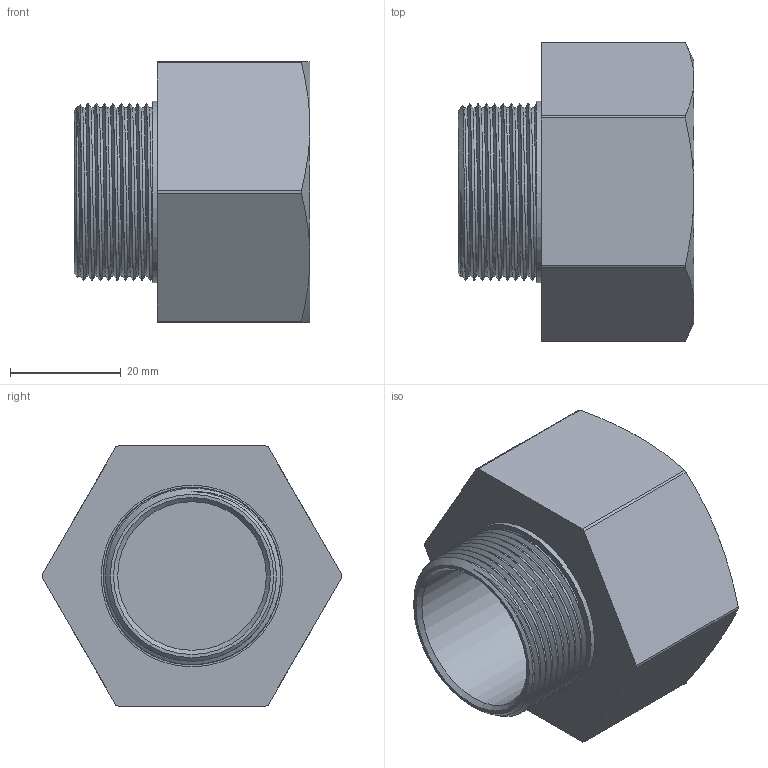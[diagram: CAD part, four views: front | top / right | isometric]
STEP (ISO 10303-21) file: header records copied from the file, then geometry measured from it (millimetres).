
FILE_DESCRIPTION(/* description */ ('Adapter Metall Ex M32x1,5 / NPT 1 1/4"'),/* implementation_level */ '2;1');
FILE_NAME(/* name */ 'RX745504-RST.stp',/* time_stamp */ '2021-04-01T10:10:32+02:00',/* author */ ('sl'),/* organization */ (''),/* preprocessor_version */ 'ST-DEVELOPER v16.5',/* originating_system */ 'Autodesk Inventor 2017',/* authorisation */ '');
FILE_SCHEMA (('AUTOMOTIVE_DESIGN { 1 0 10303 214 3 1 1 }'));
Length unit declared in the file: millimetre
Products named in the file (1): RX745504
Bounding box: 42.5 x 54 x 47 mm (x, y, z)
Volume: 27432.6 mm3; surface area: 19574.4 mm2
Topology: 2 solids, 2 shells, 43 faces, 95 edges, 59 vertices
Faces by surface type: plane 14, cone 12, cylinder 11, bspline 6
Full cylindrical faces by diameter (mm): 26.8 x1, 32.75 x1, 38.11 x1
Entity records: 4875 total; most frequent: CARTESIAN_POINT 4013, ORIENTED_EDGE 170, DIRECTION 160, EDGE_CURVE 84, AXIS2_PLACEMENT_3D 71, VERTEX_POINT 56, EDGE_LOOP 54, FACE_OUTER_BOUND 41
